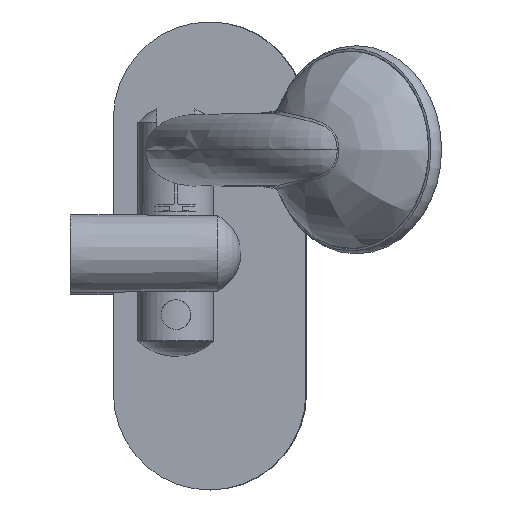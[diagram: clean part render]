
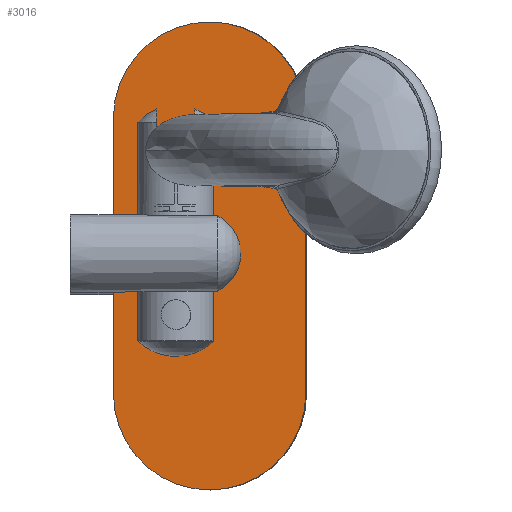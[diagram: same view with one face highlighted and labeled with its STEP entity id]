
A CAD part, top view. The second image highlights one B-rep face of the part: STEP entity #3016.
In plain terms, the highlighted planar face has unit normal (-0.052, 0, 0.999).
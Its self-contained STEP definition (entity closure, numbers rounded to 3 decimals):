
#85=LINE('',#4306,#177);
#100=LINE('',#4396,#192);
#101=LINE('',#4398,#193);
#102=LINE('',#4402,#194);
#103=LINE('',#4405,#195);
#177=VECTOR('',#3717,1000.);
#192=VECTOR('',#3774,1000.);
#193=VECTOR('',#3775,1000.);
#194=VECTOR('',#3778,1000.);
#195=VECTOR('',#3781,1000.);
#818=ORIENTED_EDGE('',*,*,#1589,.F.);
#819=ORIENTED_EDGE('',*,*,#1590,.F.);
#820=ORIENTED_EDGE('',*,*,#1591,.F.);
#821=ORIENTED_EDGE('',*,*,#1592,.F.);
#822=ORIENTED_EDGE('',*,*,#1593,.F.);
#823=ORIENTED_EDGE('',*,*,#1556,.F.);
#824=ORIENTED_EDGE('',*,*,#1594,.F.);
#825=ORIENTED_EDGE('',*,*,#1595,.F.);
#1556=EDGE_CURVE('',#2090,#2084,#85,.T.);
#1589=EDGE_CURVE('',#2115,#2116,#2515,.T.);
#1590=EDGE_CURVE('',#2117,#2115,#100,.T.);
#1591=EDGE_CURVE('',#2118,#2117,#101,.T.);
#1592=EDGE_CURVE('',#2119,#2118,#2516,.T.);
#1593=EDGE_CURVE('',#2084,#2119,#102,.T.);
#1594=EDGE_CURVE('',#2120,#2090,#2517,.T.);
#1595=EDGE_CURVE('',#2116,#2120,#103,.T.);
#2084=VERTEX_POINT('',#4293);
#2090=VERTEX_POINT('',#4305);
#2115=VERTEX_POINT('',#4394);
#2116=VERTEX_POINT('',#4395);
#2117=VERTEX_POINT('',#4397);
#2118=VERTEX_POINT('',#4399);
#2119=VERTEX_POINT('',#4401);
#2120=VERTEX_POINT('',#4404);
#2515=CIRCLE('',#3500,45.635);
#2516=CIRCLE('',#3501,11.366);
#2517=CIRCLE('',#3502,45.634);
#2609=EDGE_LOOP('',(#818,#819,#820,#821,#822,#823,#824,#825));
#2798=FACE_BOUND('',#2609,.T.);
#2966=PLANE('',#3499);
#3016=ADVANCED_FACE('',(#2798),#2966,.F.);
#3499=AXIS2_PLACEMENT_3D('',#4392,#3770,#3771);
#3500=AXIS2_PLACEMENT_3D('',#4393,#3772,#3773);
#3501=AXIS2_PLACEMENT_3D('',#4400,#3776,#3777);
#3502=AXIS2_PLACEMENT_3D('',#4403,#3779,#3780);
#3717=DIRECTION('',(0.,1.,0.));
#3770=DIRECTION('',(0.052,0.,-0.999));
#3771=DIRECTION('',(-0.999,0.,-0.052));
#3772=DIRECTION('',(0.052,0.,-0.999));
#3773=DIRECTION('',(0.999,0.,0.052));
#3774=DIRECTION('',(0.,1.,0.));
#3775=DIRECTION('',(-0.999,0.,-0.052));
#3776=DIRECTION('',(-0.052,0.,0.999));
#3777=DIRECTION('',(-0.999,0.,-0.052));
#3778=DIRECTION('',(0.999,0.,0.052));
#3779=DIRECTION('',(0.052,0.,-0.999));
#3780=DIRECTION('',(-0.999,0.,-0.052));
#3781=DIRECTION('',(0.,-1.,0.));
#4293=CARTESIAN_POINT('',(20.385,-11.365,28.764));
#4305=CARTESIAN_POINT('',(20.384,-65.42,28.764));
#4306=CARTESIAN_POINT('',(20.384,-65.42,28.764));
#4392=CARTESIAN_POINT('',(65.956,65.017,31.153));
#4393=CARTESIAN_POINT('',(65.956,65.017,31.153));
#4394=CARTESIAN_POINT('',(20.385,65.42,28.764));
#4395=CARTESIAN_POINT('',(111.527,65.42,33.541));
#4396=CARTESIAN_POINT('',(20.385,11.365,28.764));
#4397=CARTESIAN_POINT('',(20.385,11.365,28.764));
#4398=CARTESIAN_POINT('',(20.385,11.365,28.764));
#4399=CARTESIAN_POINT('',(49.81,11.365,30.307));
#4400=CARTESIAN_POINT('',(50.006,0.,30.317));
#4401=CARTESIAN_POINT('',(49.81,-11.365,30.307));
#4402=CARTESIAN_POINT('',(20.385,-11.365,28.764));
#4403=CARTESIAN_POINT('',(65.956,-65.42,31.153));
#4404=CARTESIAN_POINT('',(111.528,-65.42,33.541));
#4405=CARTESIAN_POINT('',(111.527,65.42,33.541));
